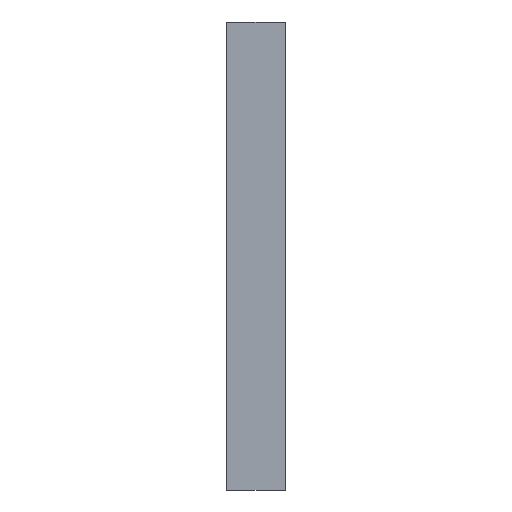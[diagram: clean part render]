
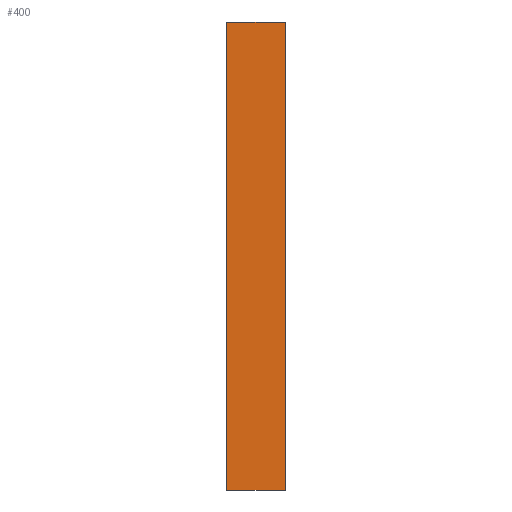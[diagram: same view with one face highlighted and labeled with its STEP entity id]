
A CAD part, front view. The second image highlights one B-rep face of the part: STEP entity #400.
In plain terms, the highlighted planar face has unit normal (0, -1, 0).
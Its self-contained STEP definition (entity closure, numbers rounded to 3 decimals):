
#41=PLANE('',#468);
#60=FACE_OUTER_BOUND('',#79,.T.);
#79=EDGE_LOOP('',(#324,#325,#326,#327));
#124=LINE('',#673,#149);
#125=LINE('',#675,#150);
#126=LINE('',#677,#151);
#127=LINE('',#678,#152);
#149=VECTOR('',#569,10.);
#150=VECTOR('',#570,10.);
#151=VECTOR('',#571,10.);
#152=VECTOR('',#572,10.);
#213=VERTEX_POINT('',#671);
#214=VERTEX_POINT('',#672);
#215=VERTEX_POINT('',#674);
#216=VERTEX_POINT('',#676);
#260=EDGE_CURVE('',#213,#214,#124,.T.);
#261=EDGE_CURVE('',#214,#215,#125,.T.);
#262=EDGE_CURVE('',#216,#215,#126,.T.);
#263=EDGE_CURVE('',#213,#216,#127,.T.);
#324=ORIENTED_EDGE('',*,*,#260,.T.);
#325=ORIENTED_EDGE('',*,*,#261,.T.);
#326=ORIENTED_EDGE('',*,*,#262,.F.);
#327=ORIENTED_EDGE('',*,*,#263,.F.);
#400=ADVANCED_FACE('',(#60),#41,.T.);
#468=AXIS2_PLACEMENT_3D('',#670,#567,#568);
#567=DIRECTION('center_axis',(0.,-1.,0.));
#568=DIRECTION('ref_axis',(0.,0.,-1.));
#569=DIRECTION('',(0.,0.,-1.));
#570=DIRECTION('',(1.,0.,0.));
#571=DIRECTION('',(0.,0.,-1.));
#572=DIRECTION('',(1.,0.,0.));
#670=CARTESIAN_POINT('Origin',(0.,-337.5,20.));
#671=CARTESIAN_POINT('',(0.,-337.5,20.));
#672=CARTESIAN_POINT('',(0.,-337.5,-20.));
#673=CARTESIAN_POINT('',(0.,-337.5,20.));
#674=CARTESIAN_POINT('',(5.,-337.5,-20.));
#675=CARTESIAN_POINT('',(0.,-337.5,-20.));
#676=CARTESIAN_POINT('',(5.,-337.5,20.));
#677=CARTESIAN_POINT('',(5.,-337.5,20.));
#678=CARTESIAN_POINT('',(0.,-337.5,20.));
